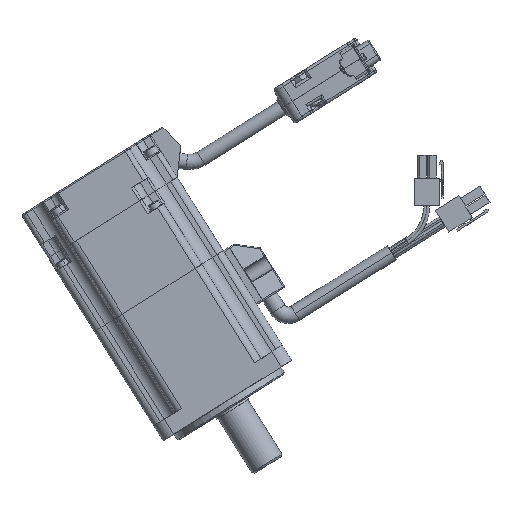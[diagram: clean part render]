
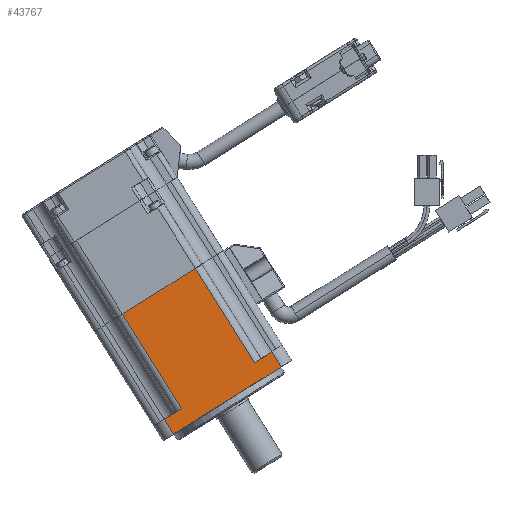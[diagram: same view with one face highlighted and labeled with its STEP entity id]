
A CAD part, left-side view. The second image highlights one B-rep face of the part: STEP entity #43767.
In plain terms, the highlighted face is planar.
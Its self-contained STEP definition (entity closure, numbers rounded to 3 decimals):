
#50 = DIRECTION ( 'NONE',  ( 1., 0., 0. ) ) ;
#170 = VERTEX_POINT ( 'NONE', #5371 ) ;
#673 = CARTESIAN_POINT ( 'NONE',  ( -30., -30., 7. ) ) ;
#1455 = VECTOR ( 'NONE', #50, 1000. ) ;
#1571 = VECTOR ( 'NONE', #30694, 1000. ) ;
#1890 = VERTEX_POINT ( 'NONE', #48791 ) ;
#1917 = EDGE_CURVE ( 'NONE', #21880, #1890, #55547, .T. ) ;
#3027 = CARTESIAN_POINT ( 'NONE',  ( -17., -30., 7. ) ) ;
#3603 = CARTESIAN_POINT ( 'NONE',  ( 25., -30., 7. ) ) ;
#5371 = CARTESIAN_POINT ( 'NONE',  ( 25., -30., 0. ) ) ;
#6133 = CARTESIAN_POINT ( 'NONE',  ( 17., -30., 7. ) ) ;
#6431 = LINE ( 'NONE', #6133, #22572 ) ;
#7559 = CARTESIAN_POINT ( 'NONE',  ( -17., -30., 7. ) ) ;
#10873 = DIRECTION ( 'NONE',  ( 1., 0., 0. ) ) ;
#11105 = VERTEX_POINT ( 'NONE', #58174 ) ;
#11297 = CARTESIAN_POINT ( 'NONE',  ( -30., -30., 7. ) ) ;
#13233 = CARTESIAN_POINT ( 'NONE',  ( -17., -30., 51. ) ) ;
#15525 = VERTEX_POINT ( 'NONE', #51531 ) ;
#18645 = ORIENTED_EDGE ( 'NONE', *, *, #25529, .F. ) ;
#20064 = ORIENTED_EDGE ( 'NONE', *, *, #40652, .T. ) ;
#20209 = DIRECTION ( 'NONE',  ( 1., 0., 0. ) ) ;
#21623 = VECTOR ( 'NONE', #10873, 1000. ) ;
#21880 = VERTEX_POINT ( 'NONE', #34236 ) ;
#22210 = EDGE_CURVE ( 'NONE', #32376, #11105, #6431, .T. ) ;
#22572 = VECTOR ( 'NONE', #24649, 1000. ) ;
#24649 = DIRECTION ( 'NONE',  ( 0., 0., 1. ) ) ;
#25189 = LINE ( 'NONE', #43942, #1571 ) ;
#25529 = EDGE_CURVE ( 'NONE', #21880, #40166, #47867, .T. ) ;
#27652 = DIRECTION ( 'NONE',  ( 0., 0., 1. ) ) ;
#27743 = DIRECTION ( 'NONE',  ( 0., 0., -1. ) ) ;
#29053 = EDGE_CURVE ( 'NONE', #1890, #170, #38628, .T. ) ;
#29995 = ORIENTED_EDGE ( 'NONE', *, *, #55499, .F. ) ;
#30694 = DIRECTION ( 'NONE',  ( 1., 0., 0. ) ) ;
#32376 = VERTEX_POINT ( 'NONE', #33978 ) ;
#32646 = CARTESIAN_POINT ( 'NONE',  ( -25., -30., 7. ) ) ;
#33348 = EDGE_LOOP ( 'NONE', ( #18645, #41511, #41262, #20064, #43109, #43253, #29995, #38578 ) ) ;
#33978 = CARTESIAN_POINT ( 'NONE',  ( 17., -30., 7. ) ) ;
#34082 = LINE ( 'NONE', #56170, #43541 ) ;
#34236 = CARTESIAN_POINT ( 'NONE',  ( -25., -30., 7. ) ) ;
#34728 = FACE_OUTER_BOUND ( 'NONE', #33348, .T. ) ;
#38578 = ORIENTED_EDGE ( 'NONE', *, *, #59514, .T. ) ;
#38628 = LINE ( 'NONE', #48886, #21623 ) ;
#39507 = VECTOR ( 'NONE', #51062, 1000. ) ;
#40166 = VERTEX_POINT ( 'NONE', #3027 ) ;
#40584 = VECTOR ( 'NONE', #27743, 1000. ) ;
#40652 = EDGE_CURVE ( 'NONE', #170, #15525, #60720, .T. ) ;
#41262 = ORIENTED_EDGE ( 'NONE', *, *, #29053, .T. ) ;
#41474 = DIRECTION ( 'NONE',  ( 0., 0., 1. ) ) ;
#41511 = ORIENTED_EDGE ( 'NONE', *, *, #1917, .T. ) ;
#43109 = ORIENTED_EDGE ( 'NONE', *, *, #45535, .F. ) ;
#43253 = ORIENTED_EDGE ( 'NONE', *, *, #22210, .T. ) ;
#43541 = VECTOR ( 'NONE', #20209, 1000. ) ;
#43767 = ADVANCED_FACE ( 'NONE', ( #34728 ), #53620, .F. ) ;
#43942 = CARTESIAN_POINT ( 'NONE',  ( -20., -30., 51. ) ) ;
#44935 = VECTOR ( 'NONE', #27652, 1000. ) ;
#45535 = EDGE_CURVE ( 'NONE', #32376, #15525, #34082, .T. ) ;
#47867 = LINE ( 'NONE', #673, #1455 ) ;
#48791 = CARTESIAN_POINT ( 'NONE',  ( -25., -30., 0. ) ) ;
#48886 = CARTESIAN_POINT ( 'NONE',  ( -30., -30., 0. ) ) ;
#49014 = DIRECTION ( 'NONE',  ( 0., 1., 0. ) ) ;
#51062 = DIRECTION ( 'NONE',  ( 0., 0., -1. ) ) ;
#51531 = CARTESIAN_POINT ( 'NONE',  ( 25., -30., 7. ) ) ;
#53261 = VERTEX_POINT ( 'NONE', #13233 ) ;
#53620 = PLANE ( 'NONE',  #59230 ) ;
#55407 = LINE ( 'NONE', #7559, #39507 ) ;
#55499 = EDGE_CURVE ( 'NONE', #53261, #11105, #25189, .T. ) ;
#55547 = LINE ( 'NONE', #32646, #40584 ) ;
#56170 = CARTESIAN_POINT ( 'NONE',  ( -30., -30., 7. ) ) ;
#58174 = CARTESIAN_POINT ( 'NONE',  ( 17., -30., 51. ) ) ;
#59230 = AXIS2_PLACEMENT_3D ( 'NONE', #11297, #49014, #41474 ) ;
#59514 = EDGE_CURVE ( 'NONE', #53261, #40166, #55407, .T. ) ;
#60720 = LINE ( 'NONE', #3603, #44935 ) ;
